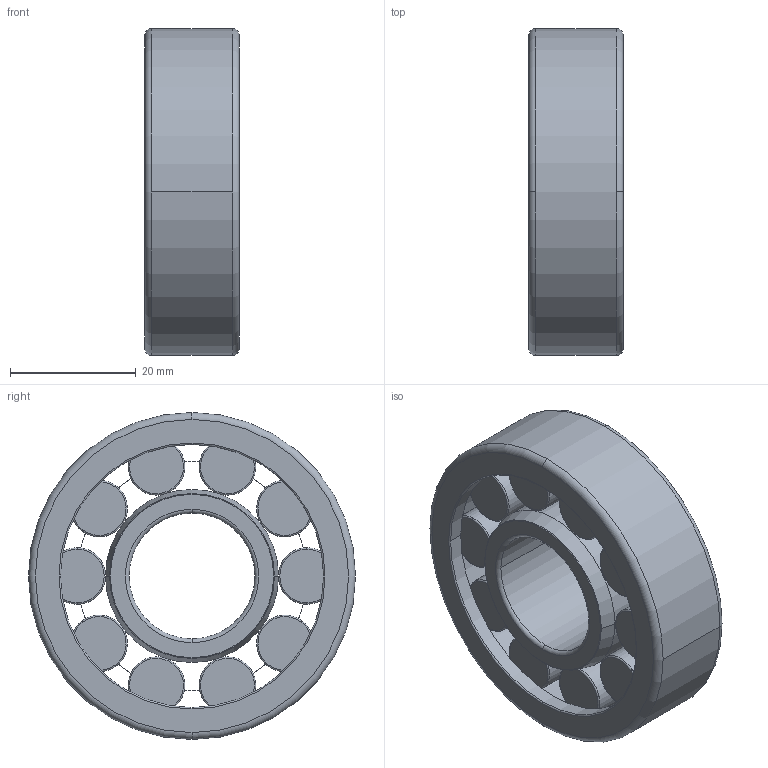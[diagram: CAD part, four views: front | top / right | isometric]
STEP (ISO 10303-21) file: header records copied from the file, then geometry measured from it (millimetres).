
FILE_DESCRIPTION(('STEP AP214'),'1');
FILE_NAME('skf_bearing_nu_304_ecp_2.stp','2023-11-19T06:54:43',('TraceParts'),('TraceParts S.A.'),'Spatial InterOp 3D',' ',' ');
FILE_SCHEMA(('AUTOMOTIVE_DESIGN { 1 0 10303 214 1 1 1 1 }'));
Length unit declared in the file: millimetre
Products named in the file (1): skf_bearing_nu_304_ecp_2_1
Bounding box: 15 x 52 x 52 mm (x, y, z)
Volume: 19031.9 mm3; surface area: 13054.6 mm2
Topology: 3 solids, 3 shells, 142 faces, 388 edges, 272 vertices
Faces by surface type: torus 80, cylinder 32, plane 26, cone 4
Entity records: 5479 total; most frequent: CARTESIAN_POINT 1625, DIRECTION 910, ORIENTED_EDGE 776, AXIS2_PLACEMENT_3D 437, EDGE_CURVE 388, CIRCLE 292, VERTEX_POINT 272, EDGE_LOOP 168
